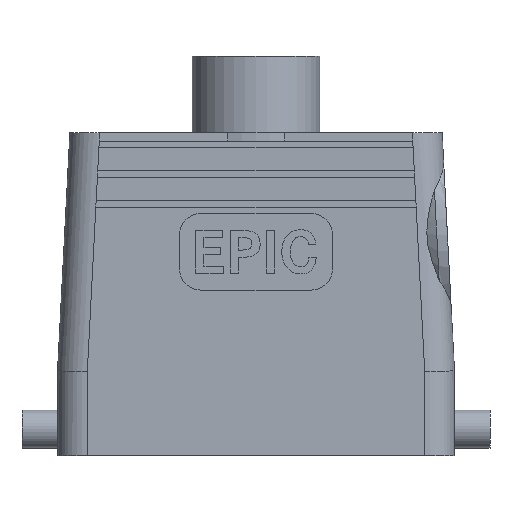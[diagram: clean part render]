
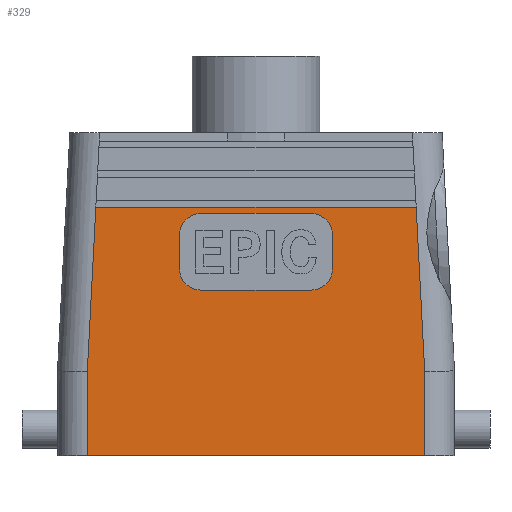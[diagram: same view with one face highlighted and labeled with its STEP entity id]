
A CAD part, front view. The second image highlights one B-rep face of the part: STEP entity #329.
In plain terms, the highlighted planar face has unit normal (0, -1, 0).
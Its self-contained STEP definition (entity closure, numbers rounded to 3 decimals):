
#329 = ADVANCED_FACE( '', ( #740, #741 ), #742, .F. );
#740 = FACE_OUTER_BOUND( '', #1234, .T. );
#741 = FACE_BOUND( '', #1235, .T. );
#742 = PLANE( '', #1236 );
#1234 = EDGE_LOOP( '', ( #2121, #2122, #2123, #2124, #2125, #2126 ) );
#1235 = EDGE_LOOP( '', ( #2127, #2128, #2129, #2130, #2131, #2132, #2133, #2134 ) );
#1236 = AXIS2_PLACEMENT_3D( '', #2135, #2136, #2137 );
#2121 = ORIENTED_EDGE( '', *, *, #3244, .F. );
#2122 = ORIENTED_EDGE( '', *, *, #3245, .F. );
#2123 = ORIENTED_EDGE( '', *, *, #3020, .T. );
#2124 = ORIENTED_EDGE( '', *, *, #3246, .T. );
#2125 = ORIENTED_EDGE( '', *, *, #3247, .T. );
#2126 = ORIENTED_EDGE( '', *, *, #3248, .F. );
#2127 = ORIENTED_EDGE( '', *, *, #3249, .T. );
#2128 = ORIENTED_EDGE( '', *, *, #2979, .T. );
#2129 = ORIENTED_EDGE( '', *, *, #3250, .T. );
#2130 = ORIENTED_EDGE( '', *, *, #3124, .T. );
#2131 = ORIENTED_EDGE( '', *, *, #2999, .T. );
#2132 = ORIENTED_EDGE( '', *, *, #2984, .T. );
#2133 = ORIENTED_EDGE( '', *, *, #3160, .T. );
#2134 = ORIENTED_EDGE( '', *, *, #3171, .T. );
#2135 = CARTESIAN_POINT( '', ( -46.65, -21.5, 20. ) );
#2136 = DIRECTION( '', ( 0., 1., 0. ) );
#2137 = DIRECTION( '', ( 0., 0., 1. ) );
#2979 = EDGE_CURVE( '', #3553, #3554, #3555, .T. );
#2984 = EDGE_CURVE( '', #3562, #3563, #3564, .T. );
#2999 = EDGE_CURVE( '', #3587, #3562, #3588, .T. );
#3020 = EDGE_CURVE( '', #3622, #3620, #3623, .F. );
#3124 = EDGE_CURVE( '', #3792, #3587, #3793, .T. );
#3160 = EDGE_CURVE( '', #3563, #3851, #3852, .T. );
#3171 = EDGE_CURVE( '', #3851, #3867, #3868, .T. );
#3244 = EDGE_CURVE( '', #3485, #3977, #3978, .F. );
#3245 = EDGE_CURVE( '', #3622, #3485, #3979, .T. );
#3246 = EDGE_CURVE( '', #3620, #3980, #3981, .T. );
#3247 = EDGE_CURVE( '', #3980, #3982, #3983, .T. );
#3248 = EDGE_CURVE( '', #3977, #3982, #3984, .T. );
#3249 = EDGE_CURVE( '', #3867, #3553, #3985, .T. );
#3250 = EDGE_CURVE( '', #3554, #3792, #3986, .T. );
#3485 = VERTEX_POINT( '', #4307 );
#3553 = VERTEX_POINT( '', #4402 );
#3554 = VERTEX_POINT( '', #4403 );
#3555 = LINE( '', #4404, #4405 );
#3562 = VERTEX_POINT( '', #4415 );
#3563 = VERTEX_POINT( '', #4416 );
#3564 = LINE( '', #4417, #4418 );
#3587 = VERTEX_POINT( '', #4447 );
#3588 = CIRCLE( '', #4448, 5. );
#3620 = VERTEX_POINT( '', #4511 );
#3622 = VERTEX_POINT( '', #4513 );
#3623 = LINE( '', #4514, #4515 );
#3792 = VERTEX_POINT( '', #4788 );
#3793 = LINE( '', #4789, #4790 );
#3851 = VERTEX_POINT( '', #4883 );
#3852 = CIRCLE( '', #4884, 5. );
#3867 = VERTEX_POINT( '', #4905 );
#3868 = LINE( '', #4906, #4907 );
#3977 = VERTEX_POINT( '', #5074 );
#3978 = LINE( '', #5075, #5076 );
#3979 = LINE( '', #5077, #5078 );
#3980 = VERTEX_POINT( '', #5079 );
#3981 = LINE( '', #5080, #5081 );
#3982 = VERTEX_POINT( '', #5082 );
#3983 = LINE( '', #5083, #5084 );
#3984 = LINE( '', #5085, #5086 );
#3985 = CIRCLE( '', #5087, 5. );
#3986 = CIRCLE( '', #5088, 5. );
#4307 = CARTESIAN_POINT( '', ( 37.647, -21.5, 58.5 ) );
#4402 = CARTESIAN_POINT( '', ( -13., -21.5, 57. ) );
#4403 = CARTESIAN_POINT( '', ( 13., -21.5, 57. ) );
#4404 = CARTESIAN_POINT( '', ( -13., -21.5, 57. ) );
#4405 = VECTOR( '', #5580, 1000. );
#4415 = CARTESIAN_POINT( '', ( 13., -21.5, 39. ) );
#4416 = CARTESIAN_POINT( '', ( -13., -21.5, 39. ) );
#4417 = CARTESIAN_POINT( '', ( -13., -21.5, 39. ) );
#4418 = VECTOR( '', #5584, 1000. );
#4447 = CARTESIAN_POINT( '', ( 18., -21.5, 44. ) );
#4448 = AXIS2_PLACEMENT_3D( '', #5603, #5604, #5605 );
#4511 = CARTESIAN_POINT( '', ( -39.65, -21.5, 19.819 ) );
#4513 = CARTESIAN_POINT( '', ( -37.647, -21.5, 58.5 ) );
#4514 = CARTESIAN_POINT( '', ( -39.659, -21.5, 19.638 ) );
#4515 = VECTOR( '', #5626, 1000. );
#4788 = CARTESIAN_POINT( '', ( 18., -21.5, 52. ) );
#4789 = CARTESIAN_POINT( '', ( 18., -21.5, 52. ) );
#4790 = VECTOR( '', #5722, 1000. );
#4883 = CARTESIAN_POINT( '', ( -18., -21.5, 44. ) );
#4884 = AXIS2_PLACEMENT_3D( '', #5743, #5744, #5745 );
#4905 = CARTESIAN_POINT( '', ( -18., -21.5, 52. ) );
#4906 = CARTESIAN_POINT( '', ( -18., -21.5, 44. ) );
#4907 = VECTOR( '', #5755, 1000. );
#5074 = CARTESIAN_POINT( '', ( 39.65, -21.5, 19.819 ) );
#5075 = CARTESIAN_POINT( '', ( 39.659, -21.5, 19.638 ) );
#5076 = VECTOR( '', #5827, 1000. );
#5077 = CARTESIAN_POINT( '', ( -37.647, -21.5, 58.5 ) );
#5078 = VECTOR( '', #5828, 1000. );
#5079 = CARTESIAN_POINT( '', ( -39.65, -21.5, 0. ) );
#5080 = CARTESIAN_POINT( '', ( -39.65, -21.5, 20. ) );
#5081 = VECTOR( '', #5829, 1000. );
#5082 = CARTESIAN_POINT( '', ( 39.65, -21.5, 0. ) );
#5083 = CARTESIAN_POINT( '', ( -46.65, -21.5, 0. ) );
#5084 = VECTOR( '', #5830, 1000. );
#5085 = CARTESIAN_POINT( '', ( 39.65, -21.5, 20. ) );
#5086 = VECTOR( '', #5831, 1000. );
#5087 = AXIS2_PLACEMENT_3D( '', #5832, #5833, #5834 );
#5088 = AXIS2_PLACEMENT_3D( '', #5835, #5836, #5837 );
#5580 = DIRECTION( '', ( 1., 0., 0. ) );
#5584 = DIRECTION( '', ( -1., 0., 0. ) );
#5603 = CARTESIAN_POINT( '', ( 13., -21.5, 44. ) );
#5604 = DIRECTION( '', ( 0., 1., 0. ) );
#5605 = DIRECTION( '', ( 1., 0., 0. ) );
#5626 = DIRECTION( '', ( 0.052, 0., 0.999 ) );
#5722 = DIRECTION( '', ( 0., 0., -1. ) );
#5743 = CARTESIAN_POINT( '', ( -13., -21.5, 44. ) );
#5744 = DIRECTION( '', ( 0., 1., 0. ) );
#5745 = DIRECTION( '', ( 1., 0., 0. ) );
#5755 = DIRECTION( '', ( 0., 0., 1. ) );
#5827 = DIRECTION( '', ( -0.052, 0., 0.999 ) );
#5828 = DIRECTION( '', ( 1., 0., 0. ) );
#5829 = DIRECTION( '', ( 0., 0., -1. ) );
#5830 = DIRECTION( '', ( 1., 0., 0. ) );
#5831 = DIRECTION( '', ( 0., 0., -1. ) );
#5832 = CARTESIAN_POINT( '', ( -13., -21.5, 52. ) );
#5833 = DIRECTION( '', ( 0., 1., 0. ) );
#5834 = DIRECTION( '', ( 1., 0., 0. ) );
#5835 = CARTESIAN_POINT( '', ( 13., -21.5, 52. ) );
#5836 = DIRECTION( '', ( 0., 1., 0. ) );
#5837 = DIRECTION( '', ( -1., 0., 0. ) );
